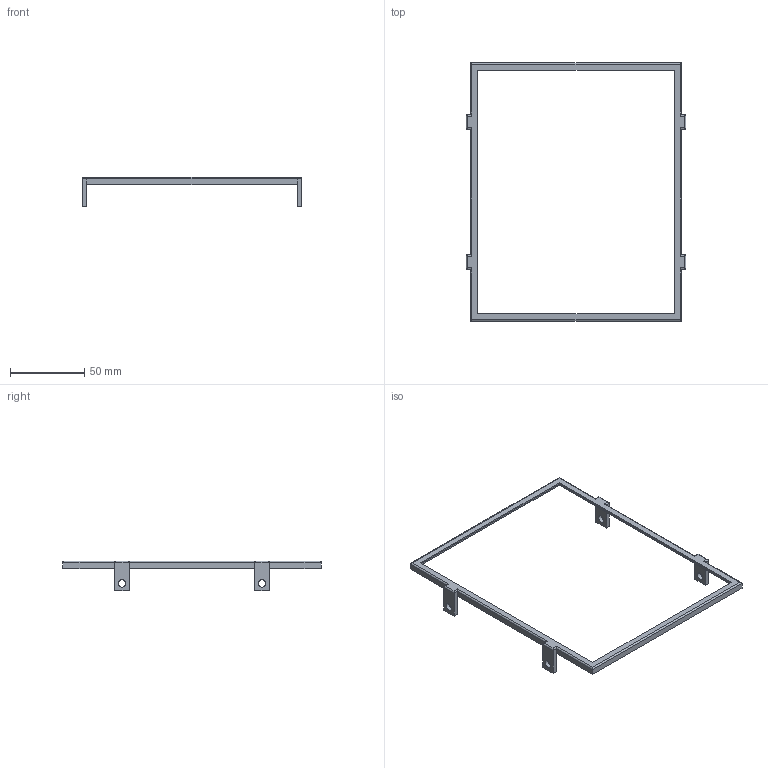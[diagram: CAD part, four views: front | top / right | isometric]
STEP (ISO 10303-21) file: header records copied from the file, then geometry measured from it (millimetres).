
FILE_DESCRIPTION(/* description */ (''),/* implementation_level */ '2;1');
FILE_NAME(/* name */ 'Cover of the lamp.step',/* time_stamp */ '2025-07-22T18:14:13+03:00',/* author */ (''),/* organization */ (''),/* preprocessor_version */ 'ST-DEVELOPER v20.1',/* originating_system */ 'Autodesk Translation Framework v14.10.0.0',/* authorisation */ '');
FILE_SCHEMA (('AUTOMOTIVE_DESIGN { 1 0 10303 214 3 1 1 }'));
Length unit declared in the file: millimetre
Products named in the file (3): Boksi; box; kansi
Assembly tree (2 placements, depth 2):
  Boksi
    box
    kansi
Bounding box: 148.4 x 174.5 x 20 mm (x, y, z)
Volume: 10099 mm3; surface area: 14040.6 mm2
Topology: 1 solids, 1 shells, 63 faces, 152 edges, 92 vertices
Faces by surface type: plane 39, cylinder 24
Full cylindrical faces by diameter (mm): 5 x4
Entity records: 1883 total; most frequent: DIRECTION 316, CARTESIAN_POINT 312, ORIENTED_EDGE 304, EDGE_CURVE 152, LINE 124, VECTOR 124, AXIS2_PLACEMENT_3D 96, VERTEX_POINT 92
